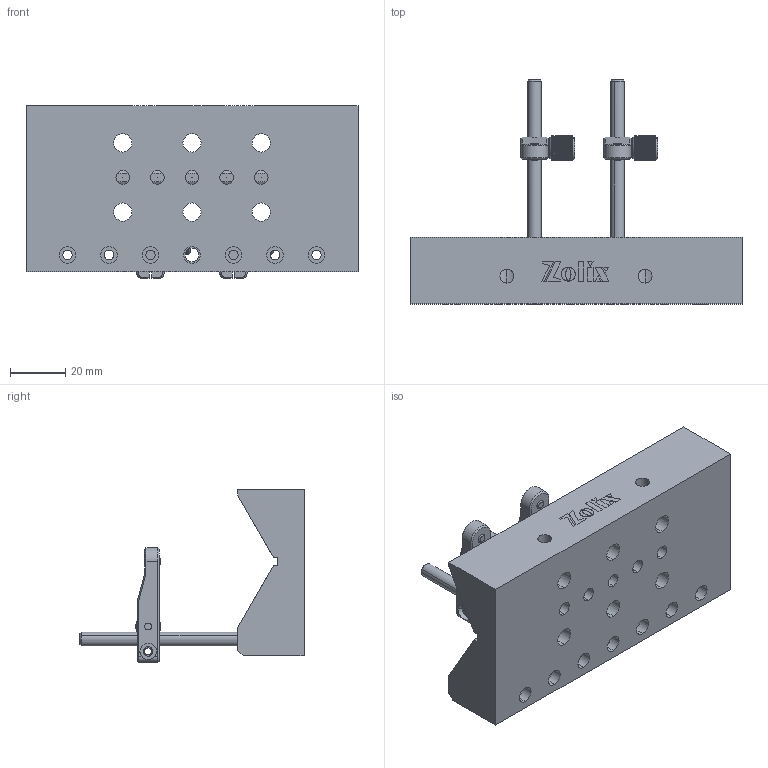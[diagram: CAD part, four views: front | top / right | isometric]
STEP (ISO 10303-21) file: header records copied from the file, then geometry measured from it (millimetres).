
FILE_DESCRIPTION (( 'STEP AP203' ), '1' );
FILE_NAME ('NCC50.STEP', '2019-05-10T01:22:40', ( '' ), ( '' ), 'SwSTEP 2.0', 'SolidWorks 2016', '' );
FILE_SCHEMA (( 'CONFIG_CONTROL_DESIGN' ));
Length unit declared in the file: millimetre
Products named in the file (1): NCC50
Bounding box: 120 x 81 x 62.5 mm (x, y, z)
Surface area: 35234.7 mm2 (no closed solid volume)
Topology: 0 solids, 19 shells, 926 faces, 3198 edges, 2236 vertices
Faces by surface type: plane 552, cylinder 338, cone 36
Entity records: 35803 total; most frequent: CARTESIAN_POINT 9535, ORIENTED_EDGE 5695, DIRECTION 4851, EDGE_CURVE 3198, VERTEX_POINT 2236, AXIS2_PLACEMENT_3D 1704, VECTOR 1443, LINE 1443
